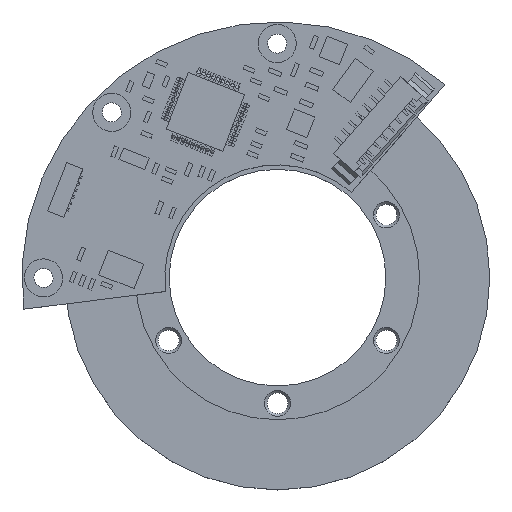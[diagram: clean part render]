
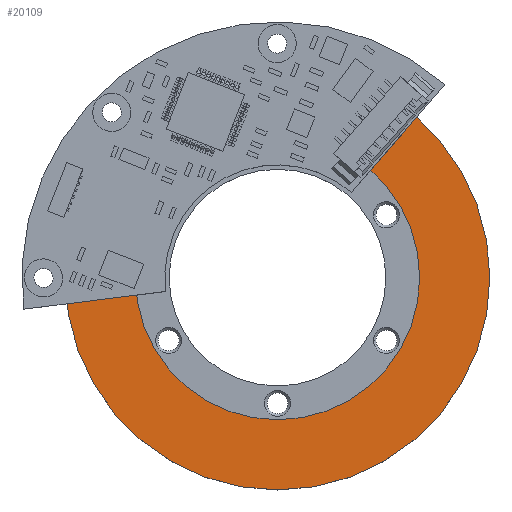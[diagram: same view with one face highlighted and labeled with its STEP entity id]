
A CAD part, top view. The second image highlights one B-rep face of the part: STEP entity #20109.
In plain terms, the highlighted face is planar.
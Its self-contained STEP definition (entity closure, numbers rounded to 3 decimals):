
#9 = CARTESIAN_POINT ( 'NONE',  ( 0., 0., -1. ) ) ;
#39 = EDGE_CURVE ( 'NONE', #5308, #789, #41445, .T. ) ;
#302 = EDGE_CURVE ( 'NONE', #52075, #38007, #28073, .T. ) ;
#789 = VERTEX_POINT ( 'NONE', #1344 ) ;
#1183 = DIRECTION ( 'NONE',  ( -1., 0., 0. ) ) ;
#1344 = CARTESIAN_POINT ( 'NONE',  ( 24.5, 0., -1. ) ) ;
#2790 = CIRCLE ( 'NONE', #55101, 16.4 ) ;
#3283 = DIRECTION ( 'NONE',  ( -1., 0., 0. ) ) ;
#5308 = VERTEX_POINT ( 'NONE', #42673 ) ;
#6114 = DIRECTION ( 'NONE',  ( -1., 0., 0. ) ) ;
#6985 = EDGE_CURVE ( 'NONE', #789, #5308, #24912, .T. ) ;
#9486 = DIRECTION ( 'NONE',  ( 0., 0., -1. ) ) ;
#9590 = AXIS2_PLACEMENT_3D ( 'NONE', #21974, #55142, #3283 ) ;
#10404 = DIRECTION ( 'NONE',  ( 0., 0., -1. ) ) ;
#11318 = EDGE_CURVE ( 'NONE', #38007, #52075, #2790, .T. ) ;
#14411 = DIRECTION ( 'NONE',  ( 0., 0., -1. ) ) ;
#15353 = CARTESIAN_POINT ( 'NONE',  ( 0., 0., -1. ) ) ;
#15553 = DIRECTION ( 'NONE',  ( 0., 0., -1. ) ) ;
#19465 = CARTESIAN_POINT ( 'NONE',  ( -16.4, 0., -1. ) ) ;
#20109 = ADVANCED_FACE ( 'NONE', ( #26935, #24766 ), #43832, .T. ) ;
#21974 = CARTESIAN_POINT ( 'NONE',  ( 0., 0., -1. ) ) ;
#23532 = AXIS2_PLACEMENT_3D ( 'NONE', #29771, #10404, #1183 ) ;
#24766 = FACE_BOUND ( 'NONE', #58622, .T. ) ;
#24912 = CIRCLE ( 'NONE', #40964, 24.5 ) ;
#25003 = AXIS2_PLACEMENT_3D ( 'NONE', #15353, #15553, #6114 ) ;
#26935 = FACE_OUTER_BOUND ( 'NONE', #45829, .T. ) ;
#28073 = CIRCLE ( 'NONE', #25003, 16.4 ) ;
#29771 = CARTESIAN_POINT ( 'NONE',  ( 0., 0., -1. ) ) ;
#29789 = ORIENTED_EDGE ( 'NONE', *, *, #11318, .F. ) ;
#37662 = DIRECTION ( 'NONE',  ( -1., 0., 0. ) ) ;
#38007 = VERTEX_POINT ( 'NONE', #19465 ) ;
#38541 = ORIENTED_EDGE ( 'NONE', *, *, #302, .F. ) ;
#40964 = AXIS2_PLACEMENT_3D ( 'NONE', #9, #14411, #37662 ) ;
#41445 = CIRCLE ( 'NONE', #9590, 24.5 ) ;
#42673 = CARTESIAN_POINT ( 'NONE',  ( -24.5, 0., -1. ) ) ;
#43093 = DIRECTION ( 'NONE',  ( -1., 0., 0. ) ) ;
#43832 = PLANE ( 'NONE',  #23532 ) ;
#45251 = ORIENTED_EDGE ( 'NONE', *, *, #39, .T. ) ;
#45829 = EDGE_LOOP ( 'NONE', ( #45251, #55842 ) ) ;
#52075 = VERTEX_POINT ( 'NONE', #56864 ) ;
#52317 = CARTESIAN_POINT ( 'NONE',  ( 0., 0., -1. ) ) ;
#55101 = AXIS2_PLACEMENT_3D ( 'NONE', #52317, #9486, #43093 ) ;
#55142 = DIRECTION ( 'NONE',  ( 0., 0., -1. ) ) ;
#55842 = ORIENTED_EDGE ( 'NONE', *, *, #6985, .T. ) ;
#56864 = CARTESIAN_POINT ( 'NONE',  ( 16.4, 0., -1. ) ) ;
#58622 = EDGE_LOOP ( 'NONE', ( #38541, #29789 ) ) ;
